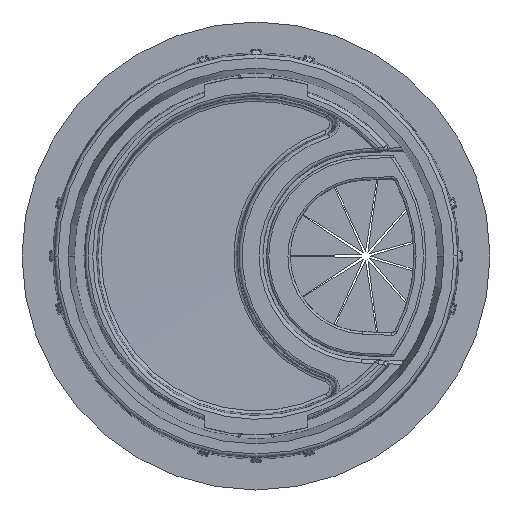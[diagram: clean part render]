
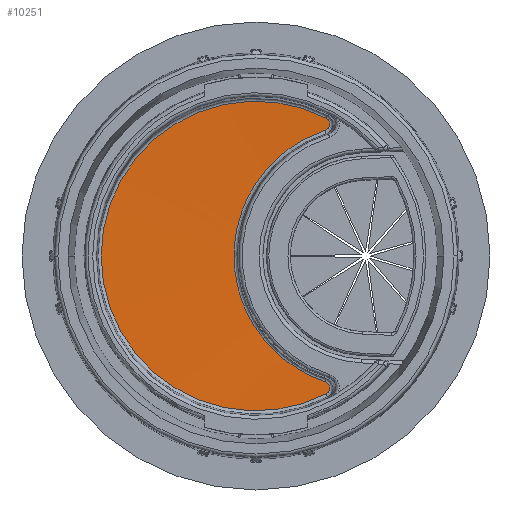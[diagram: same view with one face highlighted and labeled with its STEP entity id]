
A CAD part, front view. The second image highlights one B-rep face of the part: STEP entity #10251.
In plain terms, the highlighted spherical face has radius 678.5 mm.
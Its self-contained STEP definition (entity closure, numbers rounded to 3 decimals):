
#7893=CARTESIAN_POINT('',(268.141,506.001,-18.227));
#7894=CARTESIAN_POINT('',(268.226,505.999,-18.255));
#7895=CARTESIAN_POINT('',(268.382,505.995,-18.33));
#7896=CARTESIAN_POINT('',(268.586,505.987,-18.503));
#7897=CARTESIAN_POINT('',(268.736,505.979,-18.721));
#7898=CARTESIAN_POINT('',(268.825,505.97,-18.97));
#7899=CARTESIAN_POINT('',(268.845,505.963,-19.233));
#7900=CARTESIAN_POINT('',(268.797,505.956,-19.492));
#7901=CARTESIAN_POINT('',(268.683,505.951,-19.73));
#7902=CARTESIAN_POINT('',(268.509,505.948,-19.931));
#7903=CARTESIAN_POINT('',(268.366,505.947,-20.029));
#7904=CARTESIAN_POINT('',(268.286,505.947,-20.069));
#7906=CARTESIAN_POINT('',(258.126,505.947,0.));
#7907=DIRECTION('',(0.,1.,0.));
#7908=DIRECTION('',(0.452,0.,-0.892));
#7909=AXIS2_PLACEMENT_3D('',#7906,#7907,#7908);
#7911=CARTESIAN_POINT('',(268.286,505.947,20.069));
#7912=CARTESIAN_POINT('',(268.366,505.947,20.029));
#7913=CARTESIAN_POINT('',(268.509,505.948,19.931));
#7914=CARTESIAN_POINT('',(268.683,505.951,19.73));
#7915=CARTESIAN_POINT('',(268.797,505.956,19.492));
#7916=CARTESIAN_POINT('',(268.845,505.963,19.233));
#7917=CARTESIAN_POINT('',(268.825,505.97,18.97));
#7918=CARTESIAN_POINT('',(268.736,505.979,18.721));
#7919=CARTESIAN_POINT('',(268.586,505.987,18.503));
#7920=CARTESIAN_POINT('',(268.382,505.995,18.33));
#7921=CARTESIAN_POINT('',(268.226,505.999,18.255));
#7922=CARTESIAN_POINT('',(268.141,506.001,18.227));
#7924=CARTESIAN_POINT('',(268.141,506.001,18.227));
#7925=CARTESIAN_POINT('',(267.517,506.016,18.023));
#7926=CARTESIAN_POINT('',(266.361,506.043,17.573));
#7927=CARTESIAN_POINT('',(264.885,506.078,16.838));
#7928=CARTESIAN_POINT('',(263.621,506.108,16.076));
#7929=CARTESIAN_POINT('',(262.535,506.133,15.307));
#7930=CARTESIAN_POINT('',(261.612,506.155,14.56));
#7931=CARTESIAN_POINT('',(260.837,506.173,13.854));
#7932=CARTESIAN_POINT('',(260.163,506.189,13.172));
#7933=CARTESIAN_POINT('',(259.548,506.204,12.488));
#7934=CARTESIAN_POINT('',(258.964,506.218,11.773));
#7935=CARTESIAN_POINT('',(258.417,506.23,11.033));
#7936=CARTESIAN_POINT('',(257.918,506.242,10.284));
#7937=CARTESIAN_POINT('',(257.497,506.252,9.585));
#7938=CARTESIAN_POINT('',(257.169,506.26,8.99));
#7939=CARTESIAN_POINT('',(256.899,506.266,8.461));
#7940=CARTESIAN_POINT('',(256.66,506.272,7.956));
#7941=CARTESIAN_POINT('',(256.432,506.277,7.434));
#7942=CARTESIAN_POINT('',(256.216,506.282,6.9));
#7943=CARTESIAN_POINT('',(256.018,506.287,6.362));
#7944=CARTESIAN_POINT('',(255.837,506.291,5.821));
#7945=CARTESIAN_POINT('',(255.672,506.295,5.273));
#7946=CARTESIAN_POINT('',(255.518,506.299,4.702));
#7947=CARTESIAN_POINT('',(255.375,506.302,4.099));
#7948=CARTESIAN_POINT('',(255.253,506.305,3.491));
#7949=CARTESIAN_POINT('',(255.15,506.307,2.886));
#7950=CARTESIAN_POINT('',(255.053,506.31,2.169));
#7951=CARTESIAN_POINT('',(254.978,506.312,1.364));
#7952=CARTESIAN_POINT('',(254.936,506.313,0.521));
#7953=CARTESIAN_POINT('',(254.932,506.313,
-0.333));
#7954=CARTESIAN_POINT('',(254.966,506.312,-1.181));
#7955=CARTESIAN_POINT('',(255.034,506.31,-1.997));
#7956=CARTESIAN_POINT('',(255.129,506.308,-2.744));
#7957=CARTESIAN_POINT('',(255.229,506.306,-3.36));
#7958=CARTESIAN_POINT('',(255.348,506.303,-3.972));
#7959=CARTESIAN_POINT('',(255.492,506.299,-4.603));
#7960=CARTESIAN_POINT('',(255.652,506.296,-5.205));
#7961=CARTESIAN_POINT('',(255.824,506.292,-5.779));
#7962=CARTESIAN_POINT('',(256.009,506.287,-6.335));
#7963=CARTESIAN_POINT('',(256.209,506.283,-6.881));
#7964=CARTESIAN_POINT('',(256.428,506.277,-7.425));
#7965=CARTESIAN_POINT('',(256.662,506.272,-7.96));
#7966=CARTESIAN_POINT('',(256.908,506.266,-8.479));
#7967=CARTESIAN_POINT('',(257.184,506.26,-9.019));
#7968=CARTESIAN_POINT('',(257.515,506.252,-9.618));
#7969=CARTESIAN_POINT('',(257.932,506.242,-10.307));
#7970=CARTESIAN_POINT('',(258.421,506.23,-11.038));
#7971=CARTESIAN_POINT('',(258.953,506.218,-11.759));
#7972=CARTESIAN_POINT('',(259.525,506.204,-12.461));
#7973=CARTESIAN_POINT('',(260.138,506.19,-13.146));
#7974=CARTESIAN_POINT('',(260.817,506.174,-13.834));
#7975=CARTESIAN_POINT('',(261.598,506.155,-14.547));
#7976=CARTESIAN_POINT('',(262.522,506.134,-15.298));
#7977=CARTESIAN_POINT('',(263.609,506.108,-16.068));
#7978=CARTESIAN_POINT('',(264.876,506.078,-16.833));
#7979=CARTESIAN_POINT('',(266.356,506.043,-17.571));
#7980=CARTESIAN_POINT('',(267.516,506.016,-18.022));
#7981=CARTESIAN_POINT('',(268.141,506.001,-18.227));
#8092=VERTEX_POINT('',#7893);
#8093=VERTEX_POINT('',#7904);
#8096=CARTESIAN_POINT('',(268.286,505.947,20.069));
#8097=VERTEX_POINT('',#8096);
#8100=VERTEX_POINT('',#7922);
#10237=CARTESIAN_POINT('',(258.126,-172.18,0.));
#10238=DIRECTION('',(0.,1.,0.));
#10239=DIRECTION('',(1.,0.,0.));
#10240=AXIS2_PLACEMENT_3D('',#10237,#10238,#10239);
#10241=SPHERICAL_SURFACE('',#10240,678.5);
#10242=ORIENTED_EDGE('',*,*,#10227,.T.);
#10244=ORIENTED_EDGE('',*,*,#10243,.T.);
#10246=ORIENTED_EDGE('',*,*,#10245,.T.);
#10248=ORIENTED_EDGE('',*,*,#10247,.T.);
#10249=EDGE_LOOP('',(#10242,#10244,#10246,#10248));
#10250=FACE_OUTER_BOUND('',#10249,.F.);
#7905=B_SPLINE_CURVE_WITH_KNOTS('',3,(#7893,#7894,#7895,#7896,#7897,#7898,#7899,
#7900,#7901,#7902,#7903,#7904),.UNSPECIFIED.,.F.,.F.,(4,1,1,1,1,1,1,1,1,4),
(0.,0.111,0.222,0.333,0.444,
0.556,0.667,0.778,0.889,1.),
.UNSPECIFIED.);
#7910=CIRCLE('',#7909,22.494);
#7923=B_SPLINE_CURVE_WITH_KNOTS('',3,(#7911,#7912,#7913,#7914,#7915,#7916,#7917,
#7918,#7919,#7920,#7921,#7922),.UNSPECIFIED.,.F.,.F.,(4,1,1,1,1,1,1,1,1,4),
(0.,0.111,0.222,0.333,0.444,
0.556,0.667,0.778,0.889,1.),
.UNSPECIFIED.);
#7982=B_SPLINE_CURVE_WITH_KNOTS('',3,(#7924,#7925,#7926,#7927,#7928,#7929,#7930,
#7931,#7932,#7933,#7934,#7935,#7936,#7937,#7938,#7939,#7940,#7941,#7942,#7943,
#7944,#7945,#7946,#7947,#7948,#7949,#7950,#7951,#7952,#7953,#7954,#7955,#7956,
#7957,#7958,#7959,#7960,#7961,#7962,#7963,#7964,#7965,#7966,#7967,#7968,#7969,
#7970,#7971,#7972,#7973,#7974,#7975,#7976,#7977,#7978,#7979,#7980,#7981),
.UNSPECIFIED.,.F.,.F.,(4,1,1,1,1,1,1,1,1,1,1,1,1,1,1,1,1,1,1,1,1,1,1,1,1,1,1,1,
1,1,1,1,1,1,1,1,1,1,1,1,1,1,1,1,1,1,1,1,1,1,1,1,1,1,1,4),(0.,
0.018,0.036,0.055,0.073,
0.091,0.109,0.127,0.145,
0.164,0.182,0.2,0.218,0.236,
0.255,0.273,0.291,0.309,
0.327,0.345,0.364,0.382,0.4,
0.418,0.436,0.455,0.473,
0.491,0.509,0.527,0.545,
0.564,0.582,0.6,0.618,0.636,
0.655,0.673,0.691,0.709,
0.727,0.745,0.764,0.782,0.8,
0.818,0.836,0.855,0.873,
0.891,0.909,0.927,0.945,
0.964,0.982,1.),.UNSPECIFIED.);
#10227=EDGE_CURVE('',#8092,#8093,#7905,.T.);
#10243=EDGE_CURVE('',#8093,#8097,#7910,.T.);
#10245=EDGE_CURVE('',#8097,#8100,#7923,.T.);
#10247=EDGE_CURVE('',#8100,#8092,#7982,.T.);
#10251=ADVANCED_FACE('',(#10250),#10241,.F.);
